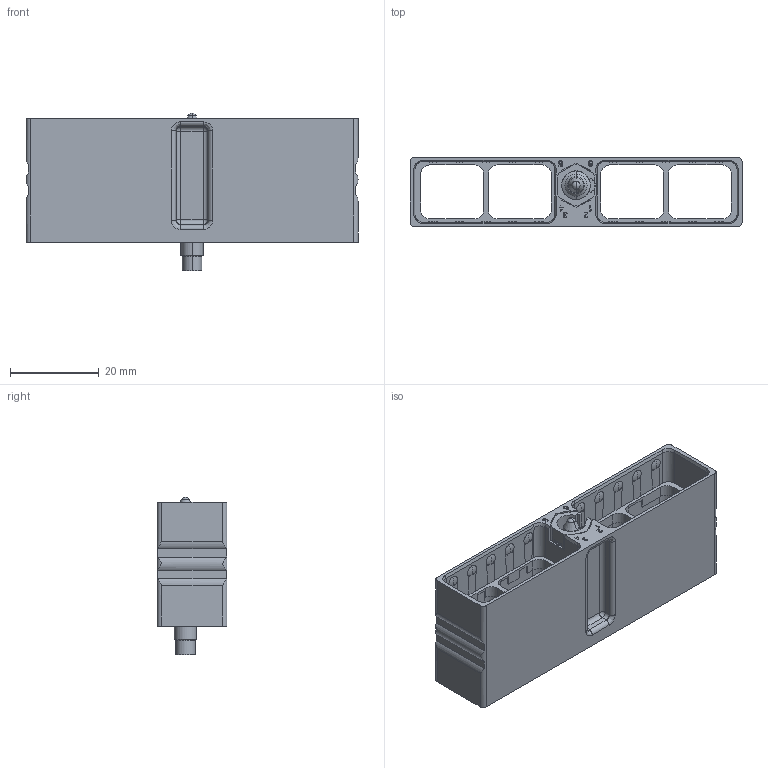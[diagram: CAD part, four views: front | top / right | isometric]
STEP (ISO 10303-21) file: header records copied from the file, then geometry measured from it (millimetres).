
FILE_DESCRIPTION((''),'2;1');
FILE_NAME('SIM2B80KA','2019-10-31T',('presta_be4'),(''),'CREO PARAMETRIC BY PTC INC, 2018360','CREO PARAMETRIC BY PTC INC, 2018360','');
FILE_SCHEMA(('CONFIG_CONTROL_DESIGN'));
Length unit declared in the file: millimetre
Products named in the file (1): SIM2B80KA
Bounding box: 74.89 x 15.69 x 35.55 mm (x, y, z)
Volume: 8674 mm3; surface area: 13266.4 mm2
Topology: 1 solids, 1 shells, 993 faces, 2810 edges, 1810 vertices
Faces by surface type: plane 737, cylinder 153, sphere 49, cone 24, torus 16, bspline 14
Entity records: 33136 total; most frequent: CARTESIAN_POINT 7506, ORIENTED_EDGE 5532, DIRECTION 5015, EDGE_CURVE 2766, VECTOR 2175, LINE 2175, VERTEX_POINT 1810, AXIS2_PLACEMENT_3D 1420
